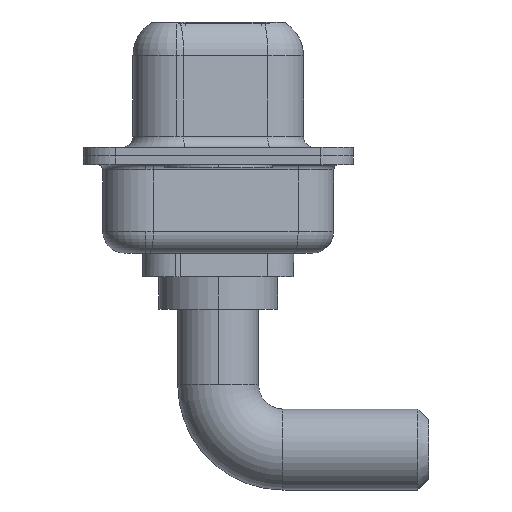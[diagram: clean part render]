
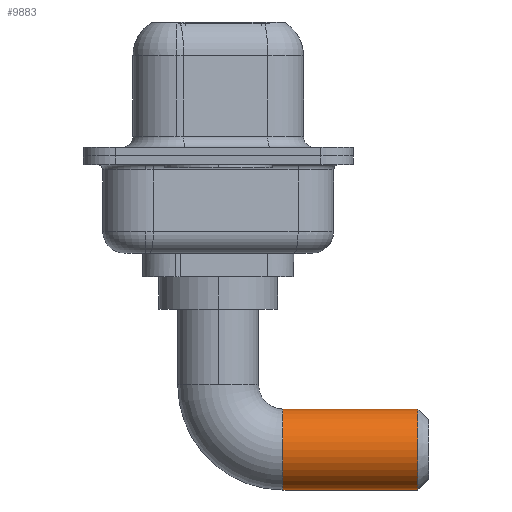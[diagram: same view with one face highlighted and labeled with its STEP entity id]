
A CAD part, left-side view. The second image highlights one B-rep face of the part: STEP entity #9883.
In plain terms, the highlighted cylindrical face has radius 1.875 mm (diameter 3.75 mm), a partial arc.
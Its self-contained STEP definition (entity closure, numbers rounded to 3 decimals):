
#54 = VERTEX_POINT ( 'NONE', #9714 ) ;
#283 = DIRECTION ( 'NONE',  ( 0., -1., 0. ) ) ;
#593 = DIRECTION ( 'NONE',  ( -1., 0., 0. ) ) ;
#1710 = CARTESIAN_POINT ( 'NONE',  ( 0., -3., -8.375 ) ) ;
#2091 = AXIS2_PLACEMENT_3D ( 'NONE', #7601, #283, #8304 ) ;
#2401 = EDGE_LOOP ( 'NONE', ( #4373, #2853, #6168, #9388 ) ) ;
#2613 = VERTEX_POINT ( 'NONE', #6091 ) ;
#2853 = ORIENTED_EDGE ( 'NONE', *, *, #6038, .T. ) ;
#3052 = VECTOR ( 'NONE', #4974, 1000. ) ;
#3321 = VERTEX_POINT ( 'NONE', #4347 ) ;
#3371 = CYLINDRICAL_SURFACE ( 'NONE', #2091, 1.875 ) ;
#3579 = CARTESIAN_POINT ( 'NONE',  ( 0., -9.25, -8.375 ) ) ;
#3948 = CIRCLE ( 'NONE', #9929, 1.875 ) ;
#4052 = EDGE_CURVE ( 'NONE', #7113, #54, #6785, .T. ) ;
#4213 = CARTESIAN_POINT ( 'NONE',  ( 0., -3., -4.625 ) ) ;
#4341 = FACE_OUTER_BOUND ( 'NONE', #2401, .T. ) ;
#4347 = CARTESIAN_POINT ( 'NONE',  ( 0., -3., -4.625 ) ) ;
#4373 = ORIENTED_EDGE ( 'NONE', *, *, #7440, .F. ) ;
#4974 = DIRECTION ( 'NONE',  ( 0., -1., 0. ) ) ;
#5721 = LINE ( 'NONE', #1710, #3052 ) ;
#6038 = EDGE_CURVE ( 'NONE', #3321, #2613, #3948, .T. ) ;
#6091 = CARTESIAN_POINT ( 'NONE',  ( 0., -3., -8.375 ) ) ;
#6168 = ORIENTED_EDGE ( 'NONE', *, *, #7404, .T. ) ;
#6432 = AXIS2_PLACEMENT_3D ( 'NONE', #8262, #9973, #9818 ) ;
#6785 = CIRCLE ( 'NONE', #6432, 1.875 ) ;
#7113 = VERTEX_POINT ( 'NONE', #3579 ) ;
#7117 = CARTESIAN_POINT ( 'NONE',  ( 0., -3., -6.5 ) ) ;
#7404 = EDGE_CURVE ( 'NONE', #2613, #7113, #5721, .T. ) ;
#7440 = EDGE_CURVE ( 'NONE', #3321, #54, #8994, .T. ) ;
#7601 = CARTESIAN_POINT ( 'NONE',  ( 0., -3., -6.5 ) ) ;
#7669 = VECTOR ( 'NONE', #9842, 1000. ) ;
#8262 = CARTESIAN_POINT ( 'NONE',  ( 0., -9.25, -6.5 ) ) ;
#8304 = DIRECTION ( 'NONE',  ( 0., 0., -1. ) ) ;
#8994 = LINE ( 'NONE', #4213, #7669 ) ;
#9388 = ORIENTED_EDGE ( 'NONE', *, *, #4052, .T. ) ;
#9576 = DIRECTION ( 'NONE',  ( 0., -1., 0. ) ) ;
#9714 = CARTESIAN_POINT ( 'NONE',  ( 0., -9.25, -4.625 ) ) ;
#9818 = DIRECTION ( 'NONE',  ( 0., 0., -1. ) ) ;
#9842 = DIRECTION ( 'NONE',  ( 0., -1., 0. ) ) ;
#9883 = ADVANCED_FACE ( 'NONE', ( #4341 ), #3371, .T. ) ;
#9929 = AXIS2_PLACEMENT_3D ( 'NONE', #7117, #9576, #593 ) ;
#9973 = DIRECTION ( 'NONE',  ( 0., 1., 0. ) ) ;
